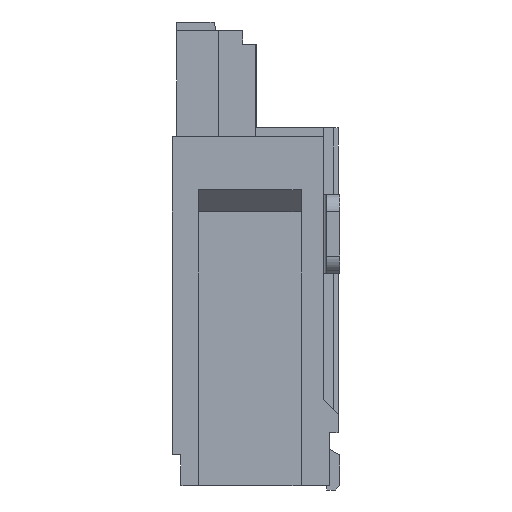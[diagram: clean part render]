
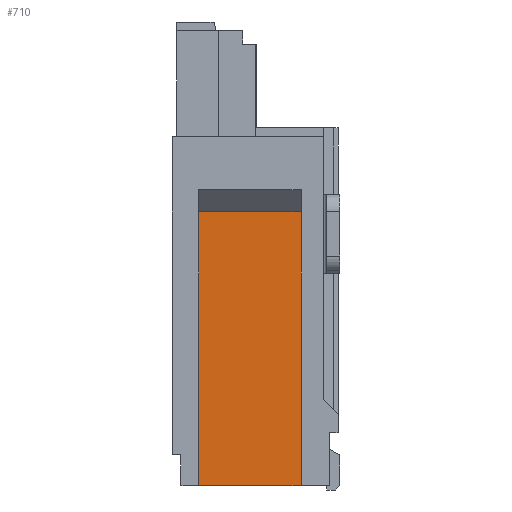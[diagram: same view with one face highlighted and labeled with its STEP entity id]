
A CAD part, left-side view. The second image highlights one B-rep face of the part: STEP entity #710.
In plain terms, the highlighted planar face has unit normal (-1, 0, 0).
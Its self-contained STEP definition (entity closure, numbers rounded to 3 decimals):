
#710=ADVANCED_FACE('',(#2037),#2038,.F.);
#2037=FACE_OUTER_BOUND('',#3406,.T.);
#2038=PLANE('',#3407);
#3406=EDGE_LOOP('',(#8979,#8980,#8981,#8982));
#3407=AXIS2_PLACEMENT_3D('',#8983,#8984,#8985);
#8979=ORIENTED_EDGE('',*,*,#11234,.F.);
#8980=ORIENTED_EDGE('',*,*,#11233,.T.);
#8981=ORIENTED_EDGE('',*,*,#11235,.T.);
#8982=ORIENTED_EDGE('',*,*,#11236,.T.);
#8983=CARTESIAN_POINT('',(-4.35,1.58,-4.05));
#8984=DIRECTION('',(1.0,0.0,0.0));
#8985=DIRECTION('',(0.0,1.0,0.0));
#11233=EDGE_CURVE('',#14401,#14404,#14406,.T.);
#11234=EDGE_CURVE('',#14401,#14407,#14408,.T.);
#11235=EDGE_CURVE('',#14404,#14409,#14410,.T.);
#11236=EDGE_CURVE('',#14409,#14407,#14411,.T.);
#14401=VERTEX_POINT('',#19186);
#14404=VERTEX_POINT('',#19191);
#14406=LINE('',#19194,#19195);
#14407=VERTEX_POINT('',#19196);
#14408=LINE('',#19197,#19198);
#14409=VERTEX_POINT('',#19199);
#14410=LINE('',#19200,#19201);
#14411=LINE('',#19202,#19203);
#19186=CARTESIAN_POINT('',(-4.35,1.58,-4.05));
#19191=CARTESIAN_POINT('',(-4.35,0.42,-4.05));
#19194=CARTESIAN_POINT('',(-4.35,1.58,-4.05));
#19195=VECTOR('',#21537,1.16);
#19196=CARTESIAN_POINT('',(-4.35,1.58,-0.95));
#19197=CARTESIAN_POINT('',(-4.35,1.58,-4.05));
#19198=VECTOR('',#21538,3.1);
#19199=CARTESIAN_POINT('',(-4.35,0.42,-0.95));
#19200=CARTESIAN_POINT('',(-4.35,0.42,-4.05));
#19201=VECTOR('',#21539,3.1);
#19202=CARTESIAN_POINT('',(-4.35,0.42,-0.95));
#19203=VECTOR('',#21540,1.16);
#21537=DIRECTION('',(0.0,-1.0,0.0));
#21538=DIRECTION('',(0.0,0.0,1.0));
#21539=DIRECTION('',(0.0,0.0,1.0));
#21540=DIRECTION('',(0.0,1.0,0.0));
